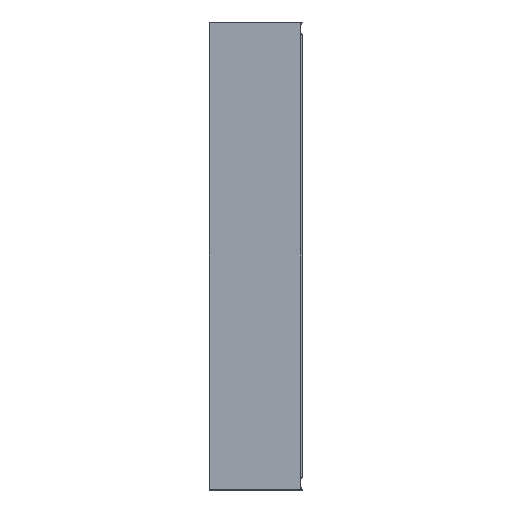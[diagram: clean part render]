
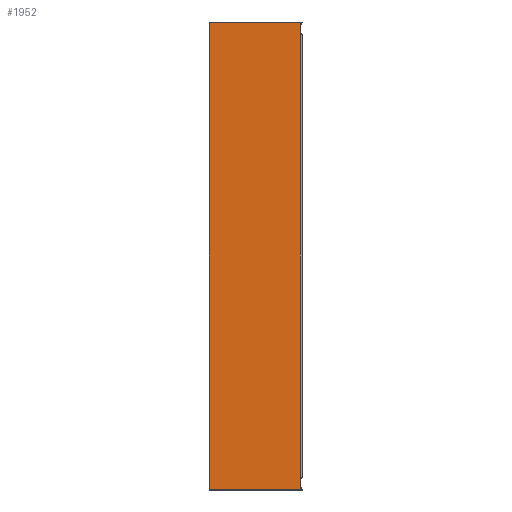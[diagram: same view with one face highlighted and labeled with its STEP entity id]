
A CAD part, front view. The second image highlights one B-rep face of the part: STEP entity #1952.
In plain terms, the highlighted planar face has unit normal (0, -1, 0).
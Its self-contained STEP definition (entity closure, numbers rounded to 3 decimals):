
#1952=ADVANCED_FACE('',(#4098),#4099,.T.);
#4098=FACE_OUTER_BOUND('',#5768,.T.);
#4099=PLANE('',#5769);
#5768=EDGE_LOOP('',(#9489,#9490,#9491,#9492));
#5769=AXIS2_PLACEMENT_3D('',#9493,#9494,#9495);
#9489=ORIENTED_EDGE('',*,*,#12659,.F.);
#9490=ORIENTED_EDGE('',*,*,#12611,.F.);
#9491=ORIENTED_EDGE('',*,*,#12660,.T.);
#9492=ORIENTED_EDGE('',*,*,#12661,.T.);
#9493=CARTESIAN_POINT('',(-4.51,-15.663,23.0));
#9494=DIRECTION('',(0.,-1.0,0.));
#9495=DIRECTION('',(1.0,0.,0.));
#12611=EDGE_CURVE('',#15194,#15196,#15197,.T.);
#12659=EDGE_CURVE('',#15196,#15281,#15282,.T.);
#12660=EDGE_CURVE('',#15194,#15283,#15284,.T.);
#12661=EDGE_CURVE('',#15283,#15281,#15285,.T.);
#15194=VERTEX_POINT('',#17858);
#15196=VERTEX_POINT('',#17860);
#15197=LINE('',#17861,#17862);
#15281=VERTEX_POINT('',#17967);
#15282=LINE('',#17968,#17969);
#15283=VERTEX_POINT('',#17970);
#15284=LINE('',#17971,#17972);
#15285=LINE('',#17973,#17974);
#17858=CARTESIAN_POINT('',(-4.51,-15.663,23.0));
#17860=CARTESIAN_POINT('',(-4.51,-15.663,-875.0));
#17861=CARTESIAN_POINT('',(-4.51,-15.663,23.0));
#17862=VECTOR('',#20163,1000.0);
#17967=CARTESIAN_POINT('',(-179.,-15.663,-875.0));
#17968=CARTESIAN_POINT('',(-4.51,-15.663,-875.0));
#17969=VECTOR('',#20263,1000.0);
#17970=CARTESIAN_POINT('',(-179.,-15.663,23.0));
#17971=CARTESIAN_POINT('',(-4.51,-15.663,23.0));
#17972=VECTOR('',#20264,1000.0);
#17973=CARTESIAN_POINT('',(-179.,-15.663,23.0));
#17974=VECTOR('',#20265,1000.0);
#20163=DIRECTION('',(0.,0.,-1.0));
#20263=DIRECTION('',(-1.0,0.,0.));
#20264=DIRECTION('',(-1.0,0.,0.));
#20265=DIRECTION('',(0.,0.,-1.0));
